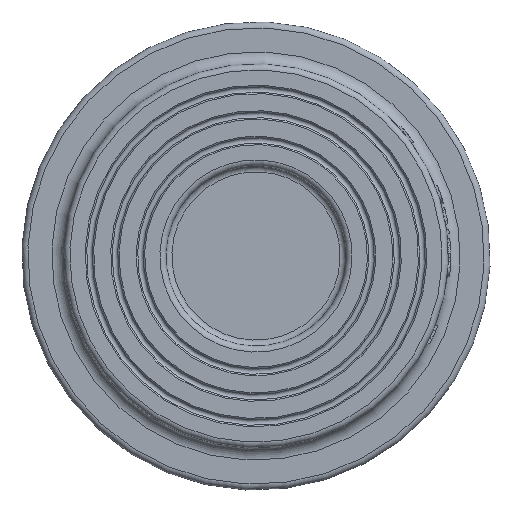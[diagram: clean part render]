
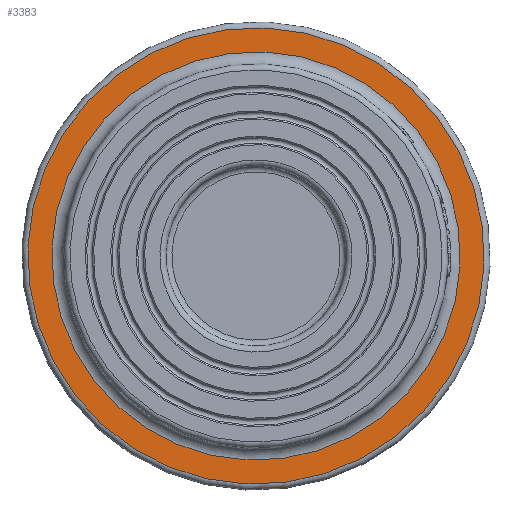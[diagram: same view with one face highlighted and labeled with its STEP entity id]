
A CAD part, front view. The second image highlights one B-rep face of the part: STEP entity #3383.
In plain terms, the highlighted planar face has unit normal (0, -1, 0).
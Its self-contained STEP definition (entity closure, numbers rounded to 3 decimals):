
#283=FACE_BOUND('',#625,.T.);
#302=PLANE('',#3750);
#402=FACE_OUTER_BOUND('',#624,.T.);
#624=EDGE_LOOP('',(#2319));
#625=EDGE_LOOP('',(#2320));
#1220=CIRCLE('',#3743,19.);
#1226=CIRCLE('',#3751,17.);
#1455=VERTEX_POINT('',#5495);
#1460=VERTEX_POINT('',#5509);
#1783=EDGE_CURVE('',#1455,#1455,#1220,.T.);
#1790=EDGE_CURVE('',#1460,#1460,#1226,.T.);
#2319=ORIENTED_EDGE('',*,*,#1783,.F.);
#2320=ORIENTED_EDGE('',*,*,#1790,.F.);
#3383=ADVANCED_FACE('',(#402,#283),#302,.F.);
#3743=AXIS2_PLACEMENT_3D('',#5496,#4281,#4282);
#3750=AXIS2_PLACEMENT_3D('',#5508,#4296,#4297);
#3751=AXIS2_PLACEMENT_3D('',#5510,#4298,#4299);
#4281=DIRECTION('center_axis',(0.,1.,0.));
#4282=DIRECTION('ref_axis',(-1.,0.,0.));
#4296=DIRECTION('center_axis',(0.,1.,0.));
#4297=DIRECTION('ref_axis',(0.,0.,1.));
#4298=DIRECTION('center_axis',(0.,-1.,0.));
#4299=DIRECTION('ref_axis',(-1.,0.,0.));
#5495=CARTESIAN_POINT('',(0.,13.,19.));
#5496=CARTESIAN_POINT('Origin',(0.,13.,0.));
#5508=CARTESIAN_POINT('Origin',(0.,13.,0.));
#5509=CARTESIAN_POINT('',(0.,13.,17.));
#5510=CARTESIAN_POINT('Origin',(0.,13.,0.));
